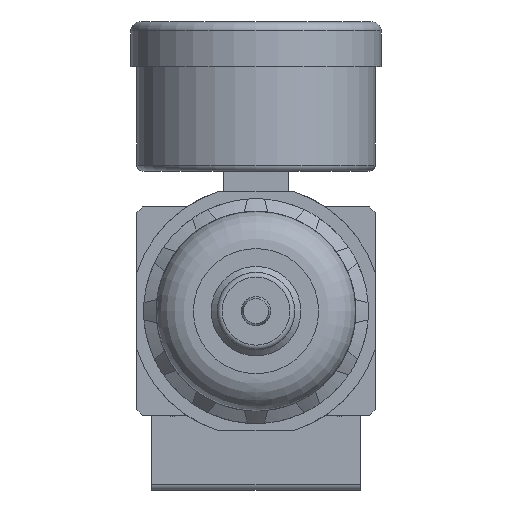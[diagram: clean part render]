
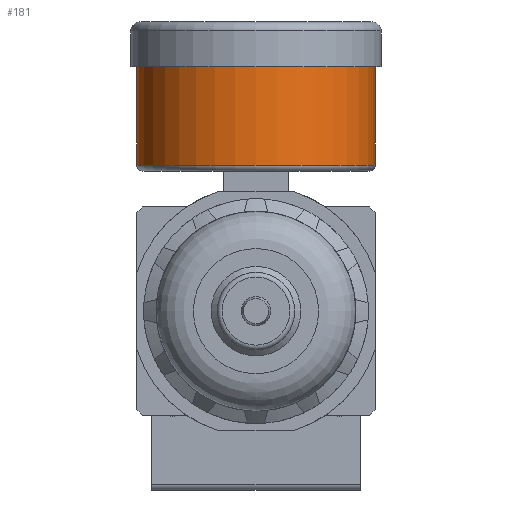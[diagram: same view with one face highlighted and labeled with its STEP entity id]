
A CAD part, front view. The second image highlights one B-rep face of the part: STEP entity #181.
In plain terms, the highlighted cylindrical face has radius 20 mm (diameter 40 mm), a full revolution.
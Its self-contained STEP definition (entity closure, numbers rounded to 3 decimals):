
#181 = ADVANCED_FACE( '', ( #706, #707 ), #708, .T. );
#706 = FACE_OUTER_BOUND( '', #1589, .T. );
#707 = FACE_OUTER_BOUND( '', #1590, .T. );
#708 = CYLINDRICAL_SURFACE( '', #1591, 20. );
#1589 = EDGE_LOOP( '', ( #3228 ) );
#1590 = EDGE_LOOP( '', ( #3229 ) );
#1591 = AXIS2_PLACEMENT_3D( '', #3230, #3231, #3232 );
#3228 = ORIENTED_EDGE( '', *, *, #5880, .F. );
#3229 = ORIENTED_EDGE( '', *, *, #5881, .T. );
#3230 = CARTESIAN_POINT( '', ( 0., 0., 17.5 ) );
#3231 = DIRECTION( '', ( 0., 0., 1. ) );
#3232 = DIRECTION( '', ( -1., 0., 0. ) );
#5880 = EDGE_CURVE( '', #7266, #7266, #7267, .T. );
#5881 = EDGE_CURVE( '', #7268, #7268, #7269, .T. );
#7266 = VERTEX_POINT( '', #9320 );
#7267 = CIRCLE( '', #9321, 20. );
#7268 = VERTEX_POINT( '', #9322 );
#7269 = CIRCLE( '', #9323, 20. );
#9320 = CARTESIAN_POINT( '', ( -20., 0., 24.5 ) );
#9321 = AXIS2_PLACEMENT_3D( '', #11414, #11415, #11416 );
#9322 = CARTESIAN_POINT( '', ( -20., 0., 41. ) );
#9323 = AXIS2_PLACEMENT_3D( '', #11417, #11418, #11419 );
#11414 = CARTESIAN_POINT( '', ( 0., 0., 24.5 ) );
#11415 = DIRECTION( '', ( 0., 0., -1. ) );
#11416 = DIRECTION( '', ( -1., 0., 0. ) );
#11417 = CARTESIAN_POINT( '', ( 0., 0., 41. ) );
#11418 = DIRECTION( '', ( 0., 0., -1. ) );
#11419 = DIRECTION( '', ( -1., 0., 0. ) );
